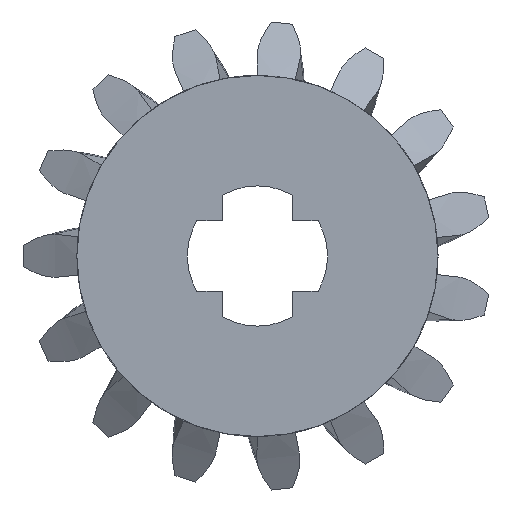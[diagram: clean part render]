
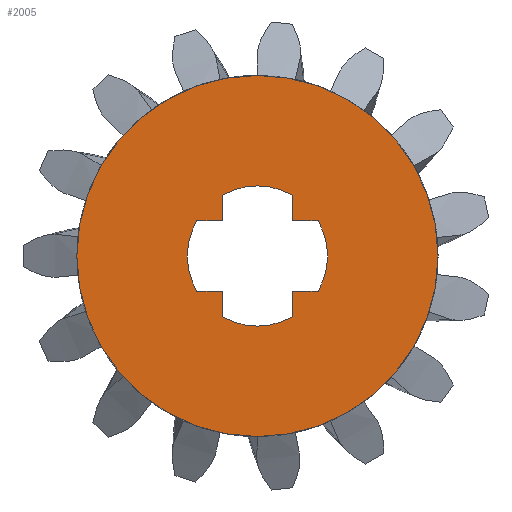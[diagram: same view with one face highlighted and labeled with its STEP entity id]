
A CAD part, left-side view. The second image highlights one B-rep face of the part: STEP entity #2005.
In plain terms, the highlighted planar face has unit normal (-1, 0, 0).
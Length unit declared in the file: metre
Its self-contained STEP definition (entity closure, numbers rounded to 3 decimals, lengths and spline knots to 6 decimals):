
#145=LINE('',#2613,#173);
#146=LINE('',#2616,#174);
#147=LINE('',#2620,#175);
#148=LINE('',#2622,#176);
#149=LINE('',#2626,#177);
#150=LINE('',#2628,#178);
#151=LINE('',#2632,#179);
#152=LINE('',#2634,#180);
#173=VECTOR('',#2305,1.);
#174=VECTOR('',#2306,1.);
#175=VECTOR('',#2309,1.);
#176=VECTOR('',#2310,1.);
#177=VECTOR('',#2313,1.);
#178=VECTOR('',#2314,1.);
#179=VECTOR('',#2317,1.);
#180=VECTOR('',#2318,1.);
#505=ORIENTED_EDGE('',*,*,#1179,.T.);
#506=ORIENTED_EDGE('',*,*,#1180,.T.);
#507=ORIENTED_EDGE('',*,*,#1181,.F.);
#508=ORIENTED_EDGE('',*,*,#1182,.F.);
#509=ORIENTED_EDGE('',*,*,#1183,.T.);
#510=ORIENTED_EDGE('',*,*,#1184,.T.);
#511=ORIENTED_EDGE('',*,*,#1185,.F.);
#512=ORIENTED_EDGE('',*,*,#1186,.F.);
#513=ORIENTED_EDGE('',*,*,#1187,.T.);
#514=ORIENTED_EDGE('',*,*,#1188,.F.);
#515=ORIENTED_EDGE('',*,*,#1189,.F.);
#516=ORIENTED_EDGE('',*,*,#1190,.F.);
#517=ORIENTED_EDGE('',*,*,#1191,.F.);
#1179=EDGE_CURVE('',#1516,#1516,#1698,.T.);
#1180=EDGE_CURVE('',#1517,#1518,#145,.T.);
#1181=EDGE_CURVE('',#1519,#1518,#146,.T.);
#1182=EDGE_CURVE('',#1520,#1519,#1699,.T.);
#1183=EDGE_CURVE('',#1520,#1521,#147,.T.);
#1184=EDGE_CURVE('',#1521,#1522,#148,.T.);
#1185=EDGE_CURVE('',#1523,#1522,#1700,.T.);
#1186=EDGE_CURVE('',#1524,#1523,#149,.T.);
#1187=EDGE_CURVE('',#1524,#1525,#150,.T.);
#1188=EDGE_CURVE('',#1526,#1525,#1701,.T.);
#1189=EDGE_CURVE('',#1527,#1526,#151,.T.);
#1190=EDGE_CURVE('',#1528,#1527,#152,.T.);
#1191=EDGE_CURVE('',#1517,#1528,#1702,.T.);
#1516=VERTEX_POINT('',#2612);
#1517=VERTEX_POINT('',#2614);
#1518=VERTEX_POINT('',#2615);
#1519=VERTEX_POINT('',#2617);
#1520=VERTEX_POINT('',#2619);
#1521=VERTEX_POINT('',#2621);
#1522=VERTEX_POINT('',#2623);
#1523=VERTEX_POINT('',#2625);
#1524=VERTEX_POINT('',#2627);
#1525=VERTEX_POINT('',#2629);
#1526=VERTEX_POINT('',#2631);
#1527=VERTEX_POINT('',#2633);
#1528=VERTEX_POINT('',#2635);
#1698=CIRCLE('',#2173,0.00644);
#1699=CIRCLE('',#2174,0.0025);
#1700=CIRCLE('',#2175,0.0025);
#1701=CIRCLE('',#2176,0.0025);
#1702=CIRCLE('',#2177,0.0025);
#1720=EDGE_LOOP('',(#505));
#1721=EDGE_LOOP('',(#506,#507,#508,#509,#510,#511,#512,#513,#514,#515,#516,
#517));
#1858=FACE_BOUND('',#1720,.T.);
#1859=FACE_BOUND('',#1721,.T.);
#1995=PLANE('',#2172);
#2005=ADVANCED_FACE('',(#1858,#1859),#1995,.F.);
#2172=AXIS2_PLACEMENT_3D('',#2610,#2301,#2302);
#2173=AXIS2_PLACEMENT_3D('',#2611,#2303,#2304);
#2174=AXIS2_PLACEMENT_3D('',#2618,#2307,#2308);
#2175=AXIS2_PLACEMENT_3D('',#2624,#2311,#2312);
#2176=AXIS2_PLACEMENT_3D('',#2630,#2315,#2316);
#2177=AXIS2_PLACEMENT_3D('',#2636,#2319,#2320);
#2301=DIRECTION('',(1.,0.,0.));
#2302=DIRECTION('',(0.,0.,-1.));
#2303=DIRECTION('',(-1.,0.,0.));
#2304=DIRECTION('',(0.,0.,1.));
#2305=DIRECTION('',(0.,1.,0.));
#2306=DIRECTION('',(0.,0.,1.));
#2307=DIRECTION('',(-1.,0.,0.));
#2308=DIRECTION('',(0.,0.,1.));
#2309=DIRECTION('',(0.,0.,1.));
#2310=DIRECTION('',(0.,1.,0.));
#2311=DIRECTION('',(-1.,0.,0.));
#2312=DIRECTION('',(0.,0.,1.));
#2313=DIRECTION('',(0.,1.,0.));
#2314=DIRECTION('',(0.,0.,1.));
#2315=DIRECTION('',(-1.,0.,0.));
#2316=DIRECTION('',(0.,0.,1.));
#2317=DIRECTION('',(0.,0.,1.));
#2318=DIRECTION('',(0.,1.,0.));
#2319=DIRECTION('',(-1.,0.,0.));
#2320=DIRECTION('',(0.,0.,1.));
#2610=CARTESIAN_POINT('',(0.,0.00322,0.));
#2611=CARTESIAN_POINT('',(0.,0.,0.));
#2612=CARTESIAN_POINT('',(0.,0.,0.00644));
#2613=CARTESIAN_POINT('',(0.,-0.001708,-0.00125));
#2614=CARTESIAN_POINT('',(0.,-0.002165,-0.00125));
#2615=CARTESIAN_POINT('',(0.,-0.00125,-0.00125));
#2616=CARTESIAN_POINT('',(0.,-0.00125,-0.001708));
#2617=CARTESIAN_POINT('',(0.,-0.00125,-0.002165));
#2618=CARTESIAN_POINT('',(0.,0.,0.));
#2619=CARTESIAN_POINT('',(0.,0.00125,-0.002165));
#2620=CARTESIAN_POINT('',(0.,0.00125,-0.001708));
#2621=CARTESIAN_POINT('',(0.,0.00125,-0.00125));
#2622=CARTESIAN_POINT('',(0.,0.001708,-0.00125));
#2623=CARTESIAN_POINT('',(0.,0.002165,-0.00125));
#2624=CARTESIAN_POINT('',(0.,0.,0.));
#2625=CARTESIAN_POINT('',(0.,0.002165,0.00125));
#2626=CARTESIAN_POINT('',(0.,0.001708,0.00125));
#2627=CARTESIAN_POINT('',(0.,0.00125,0.00125));
#2628=CARTESIAN_POINT('',(0.,0.00125,0.001708));
#2629=CARTESIAN_POINT('',(0.,0.00125,0.002165));
#2630=CARTESIAN_POINT('',(0.,0.,0.));
#2631=CARTESIAN_POINT('',(0.,-0.00125,0.002165));
#2632=CARTESIAN_POINT('',(0.,-0.00125,0.001708));
#2633=CARTESIAN_POINT('',(0.,-0.00125,0.00125));
#2634=CARTESIAN_POINT('',(0.,-0.001708,0.00125));
#2635=CARTESIAN_POINT('',(0.,-0.002165,0.00125));
#2636=CARTESIAN_POINT('',(0.,0.,0.));
